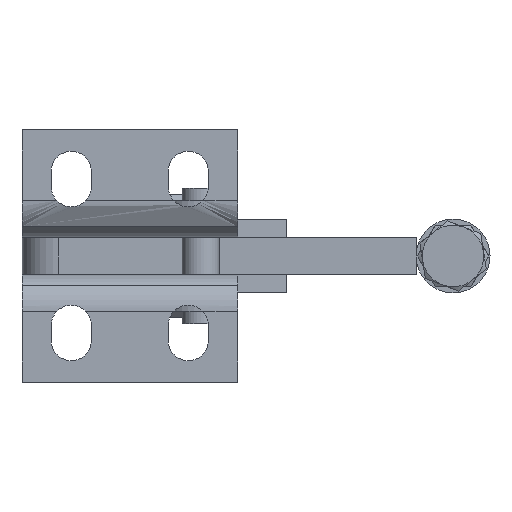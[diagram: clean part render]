
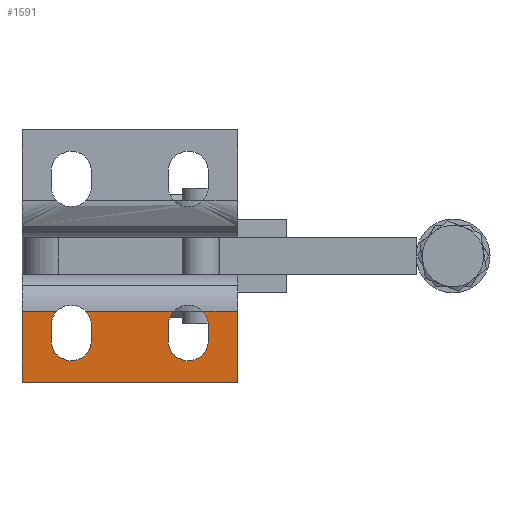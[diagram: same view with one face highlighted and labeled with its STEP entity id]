
A CAD part, front view. The second image highlights one B-rep face of the part: STEP entity #1591.
In plain terms, the highlighted planar face has unit normal (0, -1, 0).
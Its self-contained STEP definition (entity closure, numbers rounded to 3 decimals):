
#1040=CARTESIAN_POINT('',(-1423.753,95.49,-9.));
#1041=VERTEX_POINT('',#1040);
#1057=CARTESIAN_POINT('',(-1424.658,95.49,-11.25));
#1058=VERTEX_POINT('',#1057);
#1059=CARTESIAN_POINT('',(-1421.408,95.49,-11.25));
#1060=DIRECTION('',(0.0,1.0,0.0));
#1061=DIRECTION('',(0.0,0.0,1.0));
#1062=AXIS2_PLACEMENT_3D('',#1059,#1060,#1061);
#1063=CIRCLE('',#1062,3.25);
#1064=EDGE_CURVE('',#1058,#1041,#1063,.T.);
#1090=CARTESIAN_POINT('',(-1421.408,95.49,-17.));
#1091=VERTEX_POINT('',#1090);
#1100=CARTESIAN_POINT('',(-1418.158,95.49,-13.75));
#1101=VERTEX_POINT('',#1100);
#1102=CARTESIAN_POINT('',(-1421.408,95.49,-13.75));
#1103=DIRECTION('',(0.0,1.0,0.0));
#1104=DIRECTION('',(0.0,0.0,-1.0));
#1105=AXIS2_PLACEMENT_3D('',#1102,#1103,#1104);
#1106=CIRCLE('',#1105,3.25);
#1107=EDGE_CURVE('',#1101,#1091,#1106,.T.);
#1140=CARTESIAN_POINT('',(-1404.753,95.49,-9.));
#1141=VERTEX_POINT('',#1140);
#1157=CARTESIAN_POINT('',(-1405.658,95.49,-11.25));
#1158=VERTEX_POINT('',#1157);
#1159=CARTESIAN_POINT('',(-1402.408,95.49,-11.25));
#1160=DIRECTION('',(0.0,1.0,0.0));
#1161=DIRECTION('',(0.0,0.0,1.0));
#1162=AXIS2_PLACEMENT_3D('',#1159,#1160,#1161);
#1163=CIRCLE('',#1162,3.25);
#1164=EDGE_CURVE('',#1158,#1141,#1163,.T.);
#1190=CARTESIAN_POINT('',(-1402.408,95.49,-17.));
#1191=VERTEX_POINT('',#1190);
#1200=CARTESIAN_POINT('',(-1399.158,95.49,-13.75));
#1201=VERTEX_POINT('',#1200);
#1202=CARTESIAN_POINT('',(-1402.408,95.49,-13.75));
#1203=DIRECTION('',(0.0,1.0,0.0));
#1204=DIRECTION('',(0.0,0.0,-1.0));
#1205=AXIS2_PLACEMENT_3D('',#1202,#1203,#1204);
#1206=CIRCLE('',#1205,3.25);
#1207=EDGE_CURVE('',#1201,#1191,#1206,.T.);
#1242=CARTESIAN_POINT('',(-1405.658,95.49,-13.75));
#1243=VERTEX_POINT('',#1242);
#1250=CARTESIAN_POINT('',(-1402.408,95.49,-13.75));
#1251=DIRECTION('',(0.0,1.0,0.0));
#1252=DIRECTION('',(0.0,0.0,-1.0));
#1253=AXIS2_PLACEMENT_3D('',#1250,#1251,#1252);
#1254=CIRCLE('',#1253,3.25);
#1255=EDGE_CURVE('',#1191,#1243,#1254,.T.);
#1274=CARTESIAN_POINT('',(-1399.158,95.49,-11.25));
#1275=VERTEX_POINT('',#1274);
#1276=CARTESIAN_POINT('',(-1399.158,95.49,-11.25));
#1277=DIRECTION('',(0.0,0.0,-1.0));
#1278=VECTOR('',#1277,2.5);
#1279=LINE('',#1276,#1278);
#1280=EDGE_CURVE('',#1275,#1201,#1279,.T.);
#1303=CARTESIAN_POINT('',(-1405.658,95.49,-13.75));
#1304=DIRECTION('',(0.0,0.0,1.0));
#1305=VECTOR('',#1304,2.5);
#1306=LINE('',#1303,#1305);
#1307=EDGE_CURVE('',#1243,#1158,#1306,.T.);
#1328=CARTESIAN_POINT('',(-1400.063,95.49,-9.));
#1329=VERTEX_POINT('',#1328);
#1330=CARTESIAN_POINT('',(-1402.408,95.49,-11.25));
#1331=DIRECTION('',(0.0,1.0,0.0));
#1332=DIRECTION('',(0.0,0.0,1.0));
#1333=AXIS2_PLACEMENT_3D('',#1330,#1331,#1332);
#1334=CIRCLE('',#1333,3.25);
#1335=EDGE_CURVE('',#1329,#1275,#1334,.T.);
#1370=CARTESIAN_POINT('',(-1424.658,95.49,-13.75));
#1371=VERTEX_POINT('',#1370);
#1378=CARTESIAN_POINT('',(-1421.408,95.49,-13.75));
#1379=DIRECTION('',(0.0,1.0,0.0));
#1380=DIRECTION('',(0.0,0.0,-1.0));
#1381=AXIS2_PLACEMENT_3D('',#1378,#1379,#1380);
#1382=CIRCLE('',#1381,3.25);
#1383=EDGE_CURVE('',#1091,#1371,#1382,.T.);
#1402=CARTESIAN_POINT('',(-1418.158,95.49,-11.25));
#1403=VERTEX_POINT('',#1402);
#1404=CARTESIAN_POINT('',(-1418.158,95.49,-11.25));
#1405=DIRECTION('',(0.0,0.0,-1.0));
#1406=VECTOR('',#1405,2.5);
#1407=LINE('',#1404,#1406);
#1408=EDGE_CURVE('',#1403,#1101,#1407,.T.);
#1431=CARTESIAN_POINT('',(-1424.658,95.49,-13.75));
#1432=DIRECTION('',(0.0,0.0,1.0));
#1433=VECTOR('',#1432,2.5);
#1434=LINE('',#1431,#1433);
#1435=EDGE_CURVE('',#1371,#1058,#1434,.T.);
#1456=CARTESIAN_POINT('',(-1419.063,95.49,-9.));
#1457=VERTEX_POINT('',#1456);
#1458=CARTESIAN_POINT('',(-1421.408,95.49,-11.25));
#1459=DIRECTION('',(0.0,1.0,0.0));
#1460=DIRECTION('',(0.0,0.0,1.0));
#1461=AXIS2_PLACEMENT_3D('',#1458,#1459,#1460);
#1462=CIRCLE('',#1461,3.25);
#1463=EDGE_CURVE('',#1457,#1403,#1462,.T.);
#1528=CARTESIAN_POINT('',(-1394.408,95.49,-9.));
#1529=DIRECTION('',(0.0,-1.0,0.0));
#1530=DIRECTION('',(1.0,0.0,0.0));
#1531=AXIS2_PLACEMENT_3D('',#1528,#1529,#1530);
#1532=PLANE('',#1531);
#1533=ORIENTED_EDGE('',*,*,#1335,.T.);
#1534=ORIENTED_EDGE('',*,*,#1280,.T.);
#1535=ORIENTED_EDGE('',*,*,#1207,.T.);
#1536=ORIENTED_EDGE('',*,*,#1255,.T.);
#1537=ORIENTED_EDGE('',*,*,#1307,.T.);
#1538=ORIENTED_EDGE('',*,*,#1164,.T.);
#1539=CARTESIAN_POINT('',(-1404.753,95.49,-9.));
#1540=DIRECTION('',(-1.0,0.0,0.0));
#1541=VECTOR('',#1540,14.31);
#1542=LINE('',#1539,#1541);
#1543=EDGE_CURVE('',#1141,#1457,#1542,.T.);
#1544=ORIENTED_EDGE('',*,*,#1543,.T.);
#1545=ORIENTED_EDGE('',*,*,#1463,.T.);
#1546=ORIENTED_EDGE('',*,*,#1408,.T.);
#1547=ORIENTED_EDGE('',*,*,#1107,.T.);
#1548=ORIENTED_EDGE('',*,*,#1383,.T.);
#1549=ORIENTED_EDGE('',*,*,#1435,.T.);
#1550=ORIENTED_EDGE('',*,*,#1064,.T.);
#1551=CARTESIAN_POINT('',(-1429.408,95.49,-9.));
#1552=VERTEX_POINT('',#1551);
#1553=CARTESIAN_POINT('',(-1423.753,95.49,-9.));
#1554=DIRECTION('',(-1.0,0.0,0.0));
#1555=VECTOR('',#1554,5.655);
#1556=LINE('',#1553,#1555);
#1557=EDGE_CURVE('',#1041,#1552,#1556,.T.);
#1558=ORIENTED_EDGE('',*,*,#1557,.T.);
#1559=CARTESIAN_POINT('',(-1429.408,95.49,-20.5));
#1560=VERTEX_POINT('',#1559);
#1561=CARTESIAN_POINT('',(-1429.408,95.49,-9.));
#1562=DIRECTION('',(0.0,0.0,-1.0));
#1563=VECTOR('',#1562,11.5);
#1564=LINE('',#1561,#1563);
#1565=EDGE_CURVE('',#1552,#1560,#1564,.T.);
#1566=ORIENTED_EDGE('',*,*,#1565,.T.);
#1567=CARTESIAN_POINT('',(-1394.408,95.49,-20.5));
#1568=VERTEX_POINT('',#1567);
#1569=CARTESIAN_POINT('',(-1394.408,95.49,-20.5));
#1570=DIRECTION('',(-1.0,0.0,0.0));
#1571=VECTOR('',#1570,35.0);
#1572=LINE('',#1569,#1571);
#1573=EDGE_CURVE('',#1568,#1560,#1572,.T.);
#1574=ORIENTED_EDGE('',*,*,#1573,.F.);
#1575=CARTESIAN_POINT('',(-1394.408,95.49,-9.));
#1576=VERTEX_POINT('',#1575);
#1577=CARTESIAN_POINT('',(-1394.408,95.49,-20.5));
#1578=DIRECTION('',(0.0,0.0,1.0));
#1579=VECTOR('',#1578,11.5);
#1580=LINE('',#1577,#1579);
#1581=EDGE_CURVE('',#1568,#1576,#1580,.T.);
#1582=ORIENTED_EDGE('',*,*,#1581,.T.);
#1583=CARTESIAN_POINT('',(-1394.408,95.49,-9.));
#1584=DIRECTION('',(-1.0,0.0,0.0));
#1585=VECTOR('',#1584,5.655);
#1586=LINE('',#1583,#1585);
#1587=EDGE_CURVE('',#1576,#1329,#1586,.T.);
#1588=ORIENTED_EDGE('',*,*,#1587,.T.);
#1589=EDGE_LOOP('',(#1533,#1534,#1535,#1536,#1537,#1538,#1544,#1545,#1546,#1547,#1548,#1549,#1550,#1558,#1566,#1574,#1582,#1588));
#1590=FACE_OUTER_BOUND('',#1589,.T.);
#1591=ADVANCED_FACE('',(#1590),#1532,.T.);
